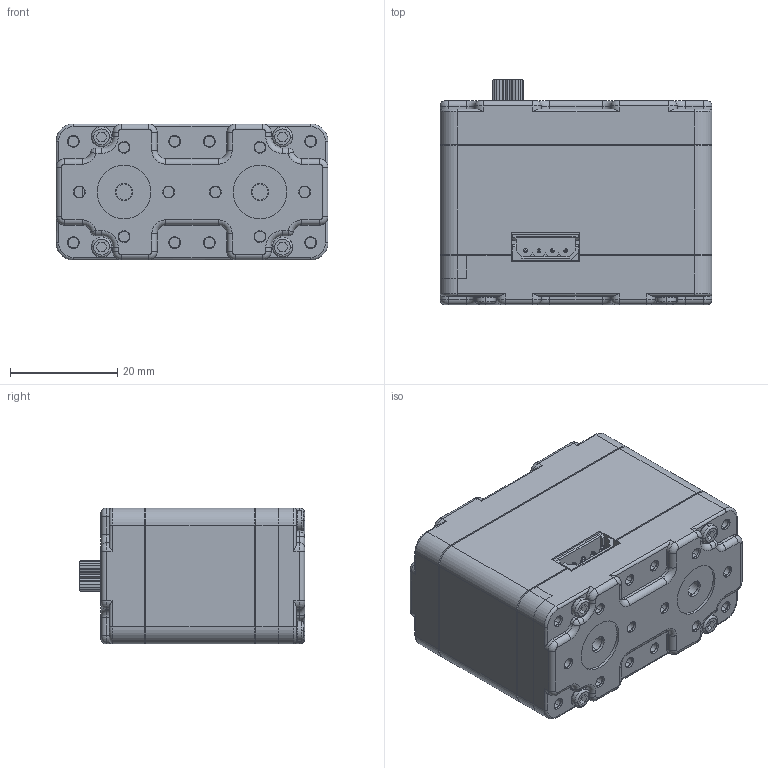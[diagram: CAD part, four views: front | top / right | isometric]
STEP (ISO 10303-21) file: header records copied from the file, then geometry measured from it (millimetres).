
FILE_DESCRIPTION (( 'STEP AP203' ), '1' );
FILE_NAME ('LSS-Public.STEP', '2019-01-31T15:32:06', ( '' ), ( '' ), '', ' 2015', '' );
FILE_SCHEMA (( 'CONFIG_CONTROL_DESIGN' ));
Length unit declared in the file: millimetre
Products named in the file (8): LSS - 2-56 Inserts; LSS - M3 Inserts; LSS-Public; LSS - Spline Shaft_Official CAD; LSS - Casing Screws_Threads; LSS - LED Bar_Clear; LSS - Connector; LSS - Casing_LSS Generic
Assembly tree (27 placements, depth 2):
  LSS-Public
    LSS - Casing_LSS Generic
    LSS - LED Bar_Clear
    LSS - Casing Screws_Threads  x4
    LSS - 2-56 Inserts  x16
    LSS - M3 Inserts  x2
    LSS - Spline Shaft_Official CAD
    LSS - Connector  x2
Bounding box: 50.8 x 42.12 x 25.4 mm (x, y, z)
Volume: 45907.5 mm3; surface area: 16652.1 mm2
Topology: 27 solids, 27 shells, 1567 faces, 3867 edges, 2506 vertices
Faces by surface type: cylinder 768, plane 596, bspline 87, torus 84, cone 28, sphere 4
Entity records: 41519 total; most frequent: CARTESIAN_POINT 15640, DIRECTION 5172, ORIENTED_EDGE 5038, EDGE_CURVE 2519, AXIS2_PLACEMENT_3D 1945, VERTEX_POINT 1627, VECTOR 1282, LINE 1282
